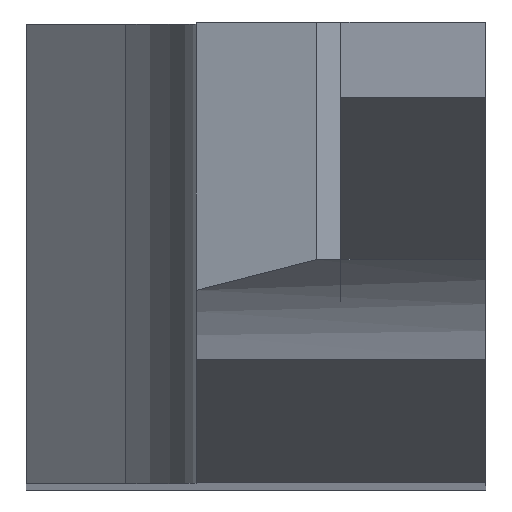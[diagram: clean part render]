
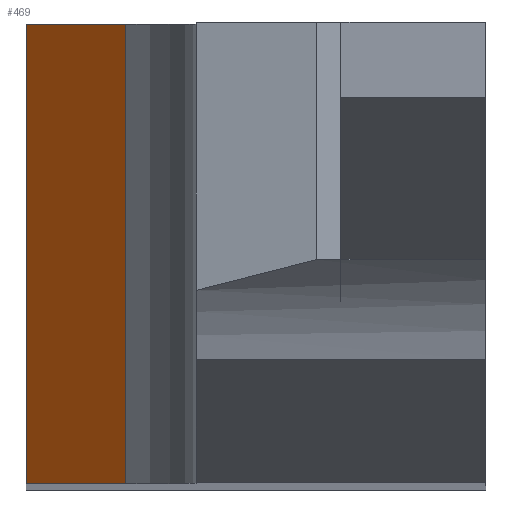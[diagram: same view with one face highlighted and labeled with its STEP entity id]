
A CAD part, top view. The second image highlights one B-rep face of the part: STEP entity #469.
In plain terms, the highlighted planar face has unit normal (-0.707, 0, 0.707).
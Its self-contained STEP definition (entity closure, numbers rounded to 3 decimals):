
#44 = VERTEX_POINT ( 'NONE', #859 ) ;
#124 = CARTESIAN_POINT ( 'NONE',  ( 0., 135.654, -26.596 ) ) ;
#144 = VECTOR ( 'NONE', #559, 1000. ) ;
#163 = ORIENTED_EDGE ( 'NONE', *, *, #1175, .T. ) ;
#186 = EDGE_LOOP ( 'NONE', ( #1135, #163, #1339, #1644 ) ) ;
#202 = CARTESIAN_POINT ( 'NONE',  ( 0., 9.525, -26.596 ) ) ;
#298 = EDGE_CURVE ( 'NONE', #44, #596, #1409, .T. ) ;
#453 = CARTESIAN_POINT ( 'NONE',  ( -36.702, 9.525, -63.298 ) ) ;
#469 = ADVANCED_FACE ( 'NONE', ( #1980 ), #1256, .F. ) ;
#559 = DIRECTION ( 'NONE',  ( 0.707, 0., 0.707 ) ) ;
#596 = VERTEX_POINT ( 'NONE', #1164 ) ;
#603 = DIRECTION ( 'NONE',  ( 0., -1., 0. ) ) ;
#841 = LINE ( 'NONE', #1115, #1684 ) ;
#859 = CARTESIAN_POINT ( 'NONE',  ( 2.061, 9.525, -24.536 ) ) ;
#940 = VERTEX_POINT ( 'NONE', #202 ) ;
#983 = DIRECTION ( 'NONE',  ( 0.707, 0., -0.707 ) ) ;
#1071 = EDGE_CURVE ( 'NONE', #940, #1625, #841, .T. ) ;
#1088 = VECTOR ( 'NONE', #1637, 1000. ) ;
#1115 = CARTESIAN_POINT ( 'NONE',  ( 0., 135.654, -26.596 ) ) ;
#1135 = ORIENTED_EDGE ( 'NONE', *, *, #298, .F. ) ;
#1164 = CARTESIAN_POINT ( 'NONE',  ( 2.061, 0., -24.536 ) ) ;
#1175 = EDGE_CURVE ( 'NONE', #44, #940, #1529, .T. ) ;
#1256 = PLANE ( 'NONE',  #1431 ) ;
#1339 = ORIENTED_EDGE ( 'NONE', *, *, #1071, .T. ) ;
#1409 = LINE ( 'NONE', #1583, #1799 ) ;
#1417 = DIRECTION ( 'NONE',  ( 0., -1., 0. ) ) ;
#1431 = AXIS2_PLACEMENT_3D ( 'NONE', #124, #983, #1707 ) ;
#1451 = LINE ( 'NONE', #2176, #144 ) ;
#1520 = EDGE_CURVE ( 'NONE', #1625, #596, #1451, .T. ) ;
#1529 = LINE ( 'NONE', #453, #1088 ) ;
#1583 = CARTESIAN_POINT ( 'NONE',  ( 2.061, 135.654, -24.536 ) ) ;
#1625 = VERTEX_POINT ( 'NONE', #1922 ) ;
#1637 = DIRECTION ( 'NONE',  ( -0.707, 0., -0.707 ) ) ;
#1644 = ORIENTED_EDGE ( 'NONE', *, *, #1520, .T. ) ;
#1684 = VECTOR ( 'NONE', #603, 1000. ) ;
#1707 = DIRECTION ( 'NONE',  ( -0.707, 0., -0.707 ) ) ;
#1799 = VECTOR ( 'NONE', #1417, 1000. ) ;
#1922 = CARTESIAN_POINT ( 'NONE',  ( 0., 0., -26.596 ) ) ;
#1980 = FACE_OUTER_BOUND ( 'NONE', #186, .T. ) ;
#2176 = CARTESIAN_POINT ( 'NONE',  ( -36.702, 0., -63.298 ) ) ;
